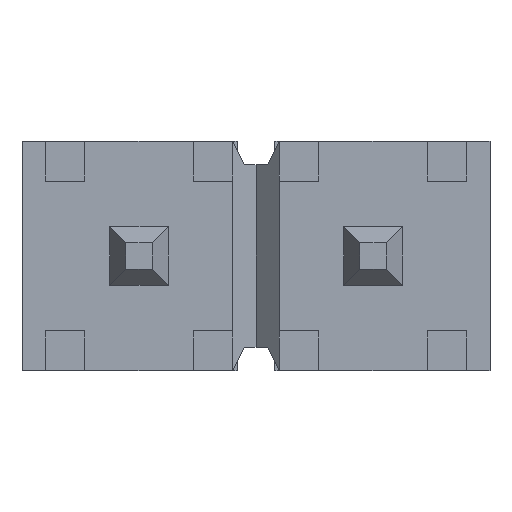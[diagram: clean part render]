
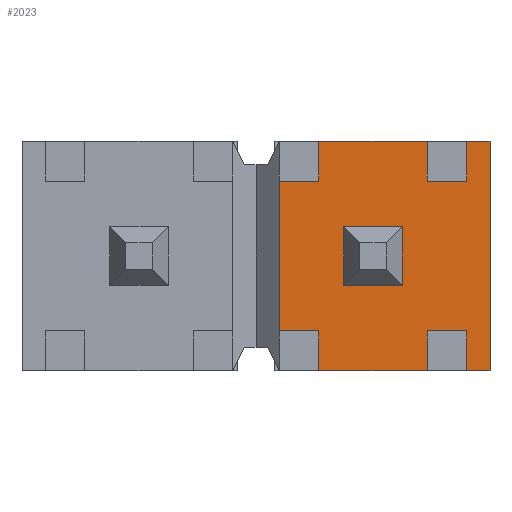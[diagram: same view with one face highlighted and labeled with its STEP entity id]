
A CAD part, front view. The second image highlights one B-rep face of the part: STEP entity #2023.
In plain terms, the highlighted planar face has unit normal (0, -1, 0).
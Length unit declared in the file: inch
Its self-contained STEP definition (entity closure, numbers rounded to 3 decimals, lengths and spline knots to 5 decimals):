
#277=ORIENTED_EDGE('',*,*,#761,.T.);
#278=ORIENTED_EDGE('',*,*,#655,.T.);
#279=ORIENTED_EDGE('',*,*,#712,.T.);
#280=ORIENTED_EDGE('',*,*,#763,.T.);
#281=ORIENTED_EDGE('',*,*,#727,.F.);
#282=ORIENTED_EDGE('',*,*,#651,.T.);
#283=ORIENTED_EDGE('',*,*,#732,.T.);
#284=ORIENTED_EDGE('',*,*,#764,.T.);
#285=ORIENTED_EDGE('',*,*,#634,.F.);
#286=ORIENTED_EDGE('',*,*,#765,.F.);
#287=ORIENTED_EDGE('',*,*,#733,.T.);
#288=ORIENTED_EDGE('',*,*,#667,.T.);
#289=ORIENTED_EDGE('',*,*,#730,.F.);
#290=ORIENTED_EDGE('',*,*,#766,.F.);
#291=ORIENTED_EDGE('',*,*,#713,.T.);
#292=ORIENTED_EDGE('',*,*,#663,.T.);
#293=ORIENTED_EDGE('',*,*,#755,.F.);
#294=ORIENTED_EDGE('',*,*,#742,.F.);
#295=ORIENTED_EDGE('',*,*,#739,.F.);
#296=ORIENTED_EDGE('',*,*,#736,.F.);
#634=EDGE_CURVE('',#914,#910,#1096,.T.);
#651=EDGE_CURVE('',#929,#928,#1113,.T.);
#655=EDGE_CURVE('',#933,#932,#1117,.T.);
#663=EDGE_CURVE('',#938,#937,#1125,.T.);
#667=EDGE_CURVE('',#942,#941,#1129,.T.);
#712=EDGE_CURVE('',#932,#971,#1174,.T.);
#713=EDGE_CURVE('',#972,#938,#1175,.T.);
#727=EDGE_CURVE('',#929,#979,#1189,.T.);
#730=EDGE_CURVE('',#980,#941,#1192,.T.);
#732=EDGE_CURVE('',#928,#981,#1194,.T.);
#733=EDGE_CURVE('',#982,#942,#1195,.T.);
#736=EDGE_CURVE('',#984,#985,#1198,.T.);
#739=EDGE_CURVE('',#985,#987,#1201,.T.);
#742=EDGE_CURVE('',#987,#989,#1204,.T.);
#755=EDGE_CURVE('',#989,#984,#1217,.T.);
#761=EDGE_CURVE('',#937,#933,#1223,.T.);
#763=EDGE_CURVE('',#971,#979,#1225,.T.);
#764=EDGE_CURVE('',#981,#910,#1226,.T.);
#765=EDGE_CURVE('',#982,#914,#1227,.T.);
#766=EDGE_CURVE('',#972,#980,#1228,.T.);
#910=VERTEX_POINT('',#2818);
#914=VERTEX_POINT('',#2827);
#928=VERTEX_POINT('',#2860);
#929=VERTEX_POINT('',#2862);
#932=VERTEX_POINT('',#2868);
#933=VERTEX_POINT('',#2870);
#937=VERTEX_POINT('',#2882);
#938=VERTEX_POINT('',#2884);
#941=VERTEX_POINT('',#2890);
#942=VERTEX_POINT('',#2892);
#971=VERTEX_POINT('',#2979);
#972=VERTEX_POINT('',#2983);
#979=VERTEX_POINT('',#3011);
#980=VERTEX_POINT('',#3015);
#981=VERTEX_POINT('',#3019);
#982=VERTEX_POINT('',#3023);
#984=VERTEX_POINT('',#3028);
#985=VERTEX_POINT('',#3030);
#987=VERTEX_POINT('',#3036);
#989=VERTEX_POINT('',#3042);
#1096=LINE('',#2828,#1378);
#1113=LINE('',#2861,#1395);
#1117=LINE('',#2869,#1399);
#1125=LINE('',#2883,#1407);
#1129=LINE('',#2891,#1411);
#1174=LINE('',#2980,#1456);
#1175=LINE('',#2982,#1457);
#1189=LINE('',#3010,#1471);
#1192=LINE('',#3016,#1474);
#1194=LINE('',#3020,#1476);
#1195=LINE('',#3022,#1477);
#1198=LINE('',#3029,#1480);
#1201=LINE('',#3035,#1483);
#1204=LINE('',#3041,#1486);
#1217=LINE('',#3068,#1499);
#1223=LINE('',#3077,#1505);
#1225=LINE('',#3082,#1507);
#1226=LINE('',#3083,#1508);
#1227=LINE('',#3084,#1509);
#1228=LINE('',#3085,#1510);
#1378=VECTOR('',#2287,39.37008);
#1395=VECTOR('',#2308,39.37008);
#1399=VECTOR('',#2312,39.37008);
#1407=VECTOR('',#2322,39.37008);
#1411=VECTOR('',#2326,39.37008);
#1456=VECTOR('',#2399,39.37008);
#1457=VECTOR('',#2402,39.37008);
#1471=VECTOR('',#2430,39.37008);
#1474=VECTOR('',#2435,39.37008);
#1476=VECTOR('',#2439,39.37008);
#1477=VECTOR('',#2442,39.37008);
#1480=VECTOR('',#2447,39.37008);
#1483=VECTOR('',#2452,39.37008);
#1486=VECTOR('',#2457,39.37008);
#1499=VECTOR('',#2478,39.37008);
#1505=VECTOR('',#2490,39.37008);
#1507=VECTOR('',#2498,39.37008);
#1508=VECTOR('',#2499,39.37008);
#1509=VECTOR('',#2500,39.37008);
#1510=VECTOR('',#2501,39.37008);
#1673=EDGE_LOOP('',(#277,#278,#279,#280,#281,#282,#283,#284,#285,#286,#287,
#288,#289,#290,#291,#292));
#1674=EDGE_LOOP('',(#293,#294,#295,#296));
#1793=FACE_BOUND('',#1673,.T.);
#1794=FACE_BOUND('',#1674,.T.);
#1911=PLANE('',#2173);
#2023=ADVANCED_FACE('',(#1793,#1794),#1911,.T.);
#2173=AXIS2_PLACEMENT_3D('',#3081,#2496,#2497);
#2287=DIRECTION('',(0.,0.,1.));
#2308=DIRECTION('',(-1.,0.,0.));
#2312=DIRECTION('',(-1.,0.,0.));
#2322=DIRECTION('',(1.,0.,0.));
#2326=DIRECTION('',(1.,0.,0.));
#2399=DIRECTION('',(0.,0.,-1.));
#2402=DIRECTION('',(0.,0.,-1.));
#2430=DIRECTION('',(0.,0.,-1.));
#2435=DIRECTION('',(0.,0.,-1.));
#2439=DIRECTION('',(0.,0.,-1.));
#2442=DIRECTION('',(0.,0.,-1.));
#2447=DIRECTION('',(1.,0.,0.));
#2452=DIRECTION('',(0.,0.,1.));
#2457=DIRECTION('',(-1.,0.,0.));
#2478=DIRECTION('',(0.,0.,-1.));
#2490=DIRECTION('',(0.,0.,1.));
#2496=DIRECTION('',(0.,-1.,0.));
#2497=DIRECTION('',(1.,0.,0.));
#2498=DIRECTION('',(-1.,0.,0.));
#2499=DIRECTION('',(-1.,0.,0.));
#2500=DIRECTION('',(-1.,0.,0.));
#2501=DIRECTION('',(-1.,0.,0.));
#2818=CARTESIAN_POINT('',(0.01,0.02,0.032));
#2827=CARTESIAN_POINT('',(0.01,0.02,-0.032));
#2828=CARTESIAN_POINT('',(0.01,0.02,0.2));
#2860=CARTESIAN_POINT('',(0.02688,0.02,0.049));
#2861=CARTESIAN_POINT('',(-0.1,0.02,0.049));
#2862=CARTESIAN_POINT('',(0.07312,0.02,0.049));
#2868=CARTESIAN_POINT('',(0.09012,0.02,0.049));
#2869=CARTESIAN_POINT('',(-0.1,0.02,0.049));
#2870=CARTESIAN_POINT('',(0.1,0.02,0.049));
#2882=CARTESIAN_POINT('',(0.1,0.02,-0.049));
#2883=CARTESIAN_POINT('',(0.1,0.02,-0.049));
#2884=CARTESIAN_POINT('',(0.09012,0.02,-0.049));
#2890=CARTESIAN_POINT('',(0.07312,0.02,-0.049));
#2891=CARTESIAN_POINT('',(0.1,0.02,-0.049));
#2892=CARTESIAN_POINT('',(0.02688,0.02,-0.049));
#2979=CARTESIAN_POINT('',(0.09012,0.02,0.032));
#2980=CARTESIAN_POINT('',(0.09012,0.02,0.098));
#2982=CARTESIAN_POINT('',(0.09012,0.02,0.098));
#2983=CARTESIAN_POINT('',(0.09012,0.02,-0.032));
#3010=CARTESIAN_POINT('',(0.07312,0.02,0.098));
#3011=CARTESIAN_POINT('',(0.07312,0.02,0.032));
#3015=CARTESIAN_POINT('',(0.07312,0.02,-0.032));
#3016=CARTESIAN_POINT('',(0.07312,0.02,0.098));
#3019=CARTESIAN_POINT('',(0.02688,0.02,0.032));
#3020=CARTESIAN_POINT('',(0.02688,0.02,0.098));
#3022=CARTESIAN_POINT('',(0.02688,0.02,0.098));
#3023=CARTESIAN_POINT('',(0.02688,0.02,-0.032));
#3028=CARTESIAN_POINT('',(0.0375,0.02,-0.0125));
#3029=CARTESIAN_POINT('',(0.0625,0.02,-0.0125));
#3030=CARTESIAN_POINT('',(0.0625,0.02,-0.0125));
#3035=CARTESIAN_POINT('',(0.0625,0.02,0.0125));
#3036=CARTESIAN_POINT('',(0.0625,0.02,0.0125));
#3041=CARTESIAN_POINT('',(0.0375,0.02,0.0125));
#3042=CARTESIAN_POINT('',(0.0375,0.02,0.0125));
#3068=CARTESIAN_POINT('',(0.0375,0.02,-0.0125));
#3077=CARTESIAN_POINT('',(0.1,0.02,0.049));
#3081=CARTESIAN_POINT('',(0.13637,0.02,0.098));
#3082=CARTESIAN_POINT('',(0.2,0.02,0.032));
#3083=CARTESIAN_POINT('',(0.2,0.02,0.032));
#3084=CARTESIAN_POINT('',(0.2,0.02,-0.032));
#3085=CARTESIAN_POINT('',(0.2,0.02,-0.032));
